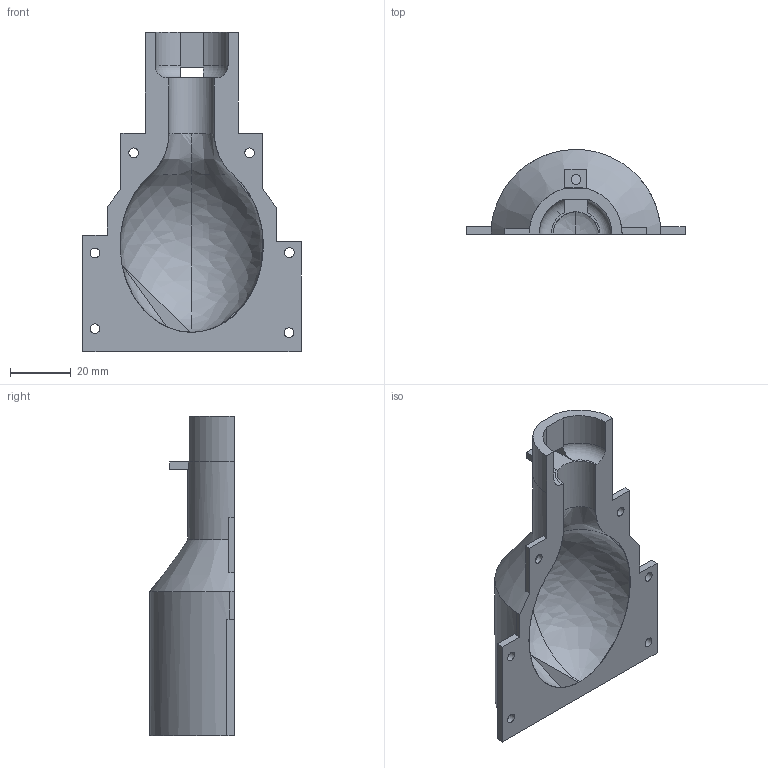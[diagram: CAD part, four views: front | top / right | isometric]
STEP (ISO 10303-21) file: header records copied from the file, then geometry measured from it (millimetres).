
FILE_DESCRIPTION(/* description */ (''),/* implementation_level */ '2;1');
FILE_NAME(/* name */ 'mold_ext_3.5mm.step',/* time_stamp */ '2021-05-20T21:08:42+02:00',/* author */ (''),/* organization */ (''),/* preprocessor_version */ 'ST-DEVELOPER v18.1',/* originating_system */ 'Autodesk Translation Framework v10.6.0.1341',/* authorisation */ '');
FILE_SCHEMA (('AUTOMOTIVE_DESIGN { 1 0 10303 214 3 1 1 }'));
Length unit declared in the file: millimetre
Products named in the file (2): moule_2; Mold_ext_3.5mm
Assembly tree (1 placements, depth 2):
  moule_2
    Mold_ext_3.5mm
Bounding box: 71.97 x 28 x 105.24 mm (x, y, z)
Volume: 49267.9 mm3; surface area: 17804.9 mm2
Topology: 1 solids, 1 shells, 58 faces, 167 edges, 110 vertices
Faces by surface type: plane 31, cylinder 16, bspline 8, torus 2, cone 1
Full cylindrical faces by diameter (mm): 3.2 x7
Entity records: 2960 total; most frequent: CARTESIAN_POINT 1407, ORIENTED_EDGE 334, DIRECTION 276, EDGE_CURVE 167, VERTEX_POINT 110, LINE 92, VECTOR 92, AXIS2_PLACEMENT_3D 92
